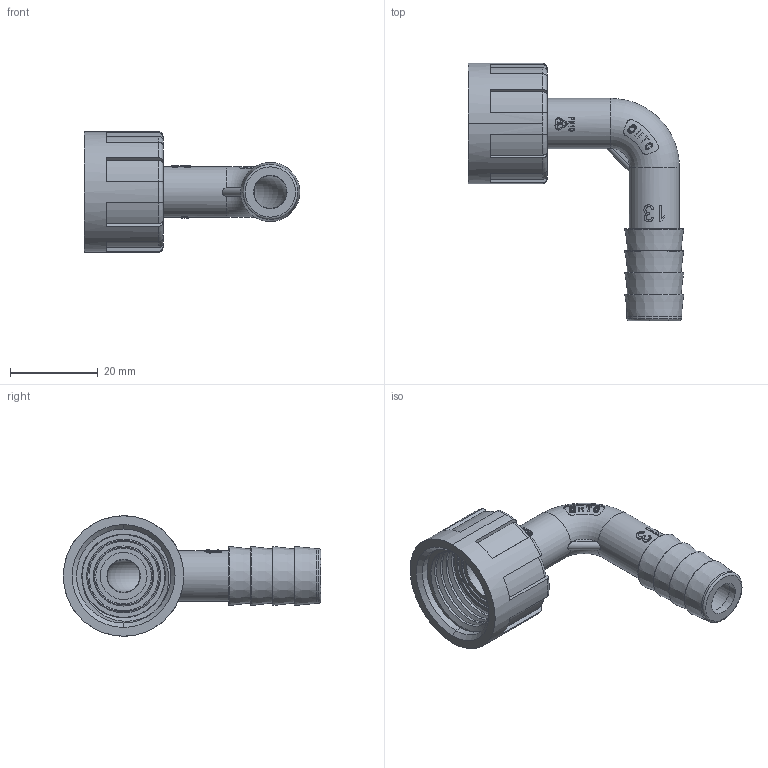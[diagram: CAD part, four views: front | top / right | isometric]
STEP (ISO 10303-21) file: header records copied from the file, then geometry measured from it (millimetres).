
FILE_DESCRIPTION(/* description */ (''),/* implementation_level */ '2;1');
FILE_NAME(/* name */ '弯1-2x13.stp',/* time_stamp */ '2025-03-27T19:41:05+08:00',/* author */ (''),/* organization */ (''),/* preprocessor_version */ 'ST-DEVELOPER v16.7',/* originating_system */ 'SIEMENS PLM Software NX 12.0',/* authorisation */ '');
FILE_SCHEMA (('AP203_CONFIGURATION_CONTROLLED_3D_DESIGN_OF_MECHANICAL_PARTS_AND_ASSEMBLIES_MIM_LF { 1 0 10303 403 2 1 2}'));
Length unit declared in the file: millimetre
Products named in the file (1): Admi1B10F00Drfzr
Bounding box: 49.24 x 58.75 x 27.5 mm (x, y, z)
Volume: 10743.6 mm3; surface area: 9817.6 mm2
Topology: 3 solids, 3 shells, 571 faces, 1581 edges, 1051 vertices
Faces by surface type: plane 371, cylinder 76, extrusion 74, torus 37, cone 8, sphere 3, bspline 2
Full cylindrical faces by diameter (mm): 1.03 x1, 1.426 x1, 7.5 x2, 10.71 x1, 11.5 x2, 12.5 x1, 12.716 x1, 13.736 x1, 15.844 x1, 16 x1, 16.864 x1, 18.5 x1, 18.87 x1
Entity records: 22829 total; most frequent: CARTESIAN_POINT 8241, ORIENTED_EDGE 3076, DIRECTION 2951, EDGE_CURVE 1538, AXIS2_PLACEMENT_3D 1159, VERTEX_POINT 1038, EDGE_LOOP 642, VECTOR 633
